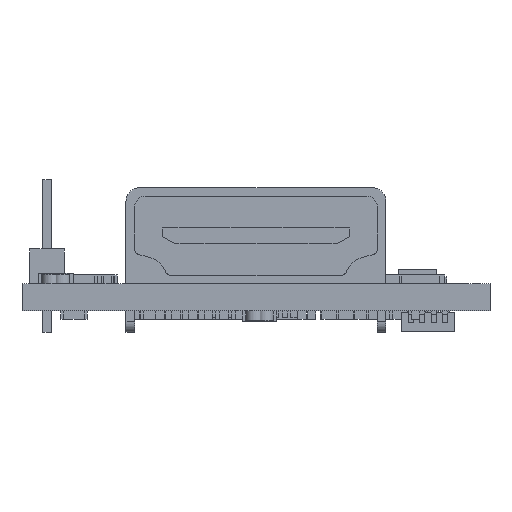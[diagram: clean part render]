
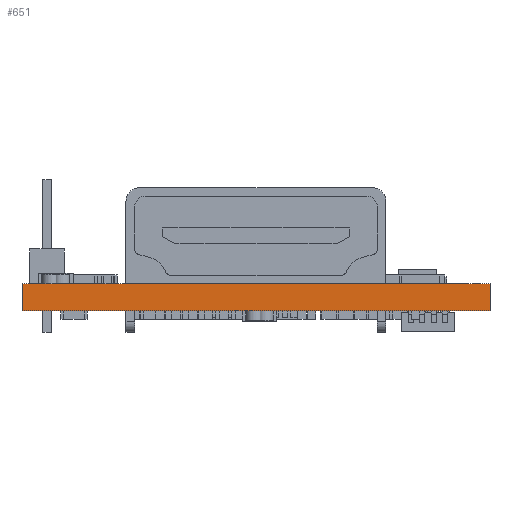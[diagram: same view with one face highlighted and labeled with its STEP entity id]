
A CAD part, front view. The second image highlights one B-rep face of the part: STEP entity #651.
In plain terms, the highlighted planar face has unit normal (0, -1, 0).
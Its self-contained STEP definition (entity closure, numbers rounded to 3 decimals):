
#388 = EDGE_CURVE('',#389,#391,#393,.T.);
#389 = VERTEX_POINT('',#390);
#390 = CARTESIAN_POINT('',(149.,-13.2,0.));
#391 = VERTEX_POINT('',#392);
#392 = CARTESIAN_POINT('',(149.,-13.2,1.568));
#393 = SURFACE_CURVE('',#394,(#398,#410),.PCURVE_S1.);
#394 = LINE('',#395,#396);
#395 = CARTESIAN_POINT('',(149.,-13.2,0.));
#396 = VECTOR('',#397,1.);
#397 = DIRECTION('',(0.,0.,1.));
#398 = PCURVE('',#399,#404);
#399 = PLANE('',#400);
#400 = AXIS2_PLACEMENT_3D('',#401,#402,#403);
#401 = CARTESIAN_POINT('',(149.,-13.2,0.));
#402 = DIRECTION('',(-1.,0.,0.));
#403 = DIRECTION('',(0.,1.,0.));
#404 = DEFINITIONAL_REPRESENTATION('',(#405),#409);
#405 = LINE('',#406,#407);
#406 = CARTESIAN_POINT('',(0.,0.));
#407 = VECTOR('',#408,1.);
#408 = DIRECTION('',(0.,-1.));
#409 = ( GEOMETRIC_REPRESENTATION_CONTEXT(2) 
PARAMETRIC_REPRESENTATION_CONTEXT() REPRESENTATION_CONTEXT('2D SPACE',''
  ) );
#410 = PCURVE('',#411,#416);
#411 = PLANE('',#412);
#412 = AXIS2_PLACEMENT_3D('',#413,#414,#415);
#413 = CARTESIAN_POINT('',(122.,-13.2,0.));
#414 = DIRECTION('',(0.,1.,0.));
#415 = DIRECTION('',(1.,0.,0.));
#416 = DEFINITIONAL_REPRESENTATION('',(#417),#421);
#417 = LINE('',#418,#419);
#418 = CARTESIAN_POINT('',(27.,0.));
#419 = VECTOR('',#420,1.);
#420 = DIRECTION('',(0.,-1.));
#421 = ( GEOMETRIC_REPRESENTATION_CONTEXT(2) 
PARAMETRIC_REPRESENTATION_CONTEXT() REPRESENTATION_CONTEXT('2D SPACE',''
  ) );
#439 = PLANE('',#440);
#440 = AXIS2_PLACEMENT_3D('',#441,#442,#443);
#441 = CARTESIAN_POINT('',(149.,-13.2,1.568));
#442 = DIRECTION('',(0.,0.,-1.));
#443 = DIRECTION('',(-1.,0.,0.));
#493 = PLANE('',#494);
#494 = AXIS2_PLACEMENT_3D('',#495,#496,#497);
#495 = CARTESIAN_POINT('',(149.,-13.2,0.));
#496 = DIRECTION('',(0.,0.,-1.));
#497 = DIRECTION('',(-1.,0.,0.));
#548 = PLANE('',#549);
#549 = AXIS2_PLACEMENT_3D('',#550,#551,#552);
#550 = CARTESIAN_POINT('',(122.,28.8,0.));
#551 = DIRECTION('',(1.,0.,0.));
#552 = DIRECTION('',(0.,-1.,0.));
#586 = VERTEX_POINT('',#587);
#587 = CARTESIAN_POINT('',(122.,-13.2,1.568));
#608 = EDGE_CURVE('',#609,#586,#611,.T.);
#609 = VERTEX_POINT('',#610);
#610 = CARTESIAN_POINT('',(122.,-13.2,0.));
#611 = SURFACE_CURVE('',#612,(#616,#623),.PCURVE_S1.);
#612 = LINE('',#613,#614);
#613 = CARTESIAN_POINT('',(122.,-13.2,0.));
#614 = VECTOR('',#615,1.);
#615 = DIRECTION('',(0.,0.,1.));
#616 = PCURVE('',#548,#617);
#617 = DEFINITIONAL_REPRESENTATION('',(#618),#622);
#618 = LINE('',#619,#620);
#619 = CARTESIAN_POINT('',(42.,0.));
#620 = VECTOR('',#621,1.);
#621 = DIRECTION('',(0.,-1.));
#622 = ( GEOMETRIC_REPRESENTATION_CONTEXT(2) 
PARAMETRIC_REPRESENTATION_CONTEXT() REPRESENTATION_CONTEXT('2D SPACE',''
  ) );
#623 = PCURVE('',#411,#624);
#624 = DEFINITIONAL_REPRESENTATION('',(#625),#629);
#625 = LINE('',#626,#627);
#626 = CARTESIAN_POINT('',(0.,0.));
#627 = VECTOR('',#628,1.);
#628 = DIRECTION('',(0.,-1.));
#629 = ( GEOMETRIC_REPRESENTATION_CONTEXT(2) 
PARAMETRIC_REPRESENTATION_CONTEXT() REPRESENTATION_CONTEXT('2D SPACE',''
  ) );
#651 = ADVANCED_FACE('',(#652),#411,.F.);
#652 = FACE_BOUND('',#653,.F.);
#653 = EDGE_LOOP('',(#654,#655,#676,#677));
#654 = ORIENTED_EDGE('',*,*,#608,.T.);
#655 = ORIENTED_EDGE('',*,*,#656,.T.);
#656 = EDGE_CURVE('',#586,#391,#657,.T.);
#657 = SURFACE_CURVE('',#658,(#662,#669),.PCURVE_S1.);
#658 = LINE('',#659,#660);
#659 = CARTESIAN_POINT('',(122.,-13.2,1.568));
#660 = VECTOR('',#661,1.);
#661 = DIRECTION('',(1.,0.,0.));
#662 = PCURVE('',#411,#663);
#663 = DEFINITIONAL_REPRESENTATION('',(#664),#668);
#664 = LINE('',#665,#666);
#665 = CARTESIAN_POINT('',(0.,-1.568));
#666 = VECTOR('',#667,1.);
#667 = DIRECTION('',(1.,0.));
#668 = ( GEOMETRIC_REPRESENTATION_CONTEXT(2) 
PARAMETRIC_REPRESENTATION_CONTEXT() REPRESENTATION_CONTEXT('2D SPACE',''
  ) );
#669 = PCURVE('',#439,#670);
#670 = DEFINITIONAL_REPRESENTATION('',(#671),#675);
#671 = LINE('',#672,#673);
#672 = CARTESIAN_POINT('',(27.,0.));
#673 = VECTOR('',#674,1.);
#674 = DIRECTION('',(-1.,0.));
#675 = ( GEOMETRIC_REPRESENTATION_CONTEXT(2) 
PARAMETRIC_REPRESENTATION_CONTEXT() REPRESENTATION_CONTEXT('2D SPACE',''
  ) );
#676 = ORIENTED_EDGE('',*,*,#388,.F.);
#677 = ORIENTED_EDGE('',*,*,#678,.F.);
#678 = EDGE_CURVE('',#609,#389,#679,.T.);
#679 = SURFACE_CURVE('',#680,(#684,#691),.PCURVE_S1.);
#680 = LINE('',#681,#682);
#681 = CARTESIAN_POINT('',(122.,-13.2,0.));
#682 = VECTOR('',#683,1.);
#683 = DIRECTION('',(1.,0.,0.));
#684 = PCURVE('',#411,#685);
#685 = DEFINITIONAL_REPRESENTATION('',(#686),#690);
#686 = LINE('',#687,#688);
#687 = CARTESIAN_POINT('',(0.,0.));
#688 = VECTOR('',#689,1.);
#689 = DIRECTION('',(1.,0.));
#690 = ( GEOMETRIC_REPRESENTATION_CONTEXT(2) 
PARAMETRIC_REPRESENTATION_CONTEXT() REPRESENTATION_CONTEXT('2D SPACE',''
  ) );
#691 = PCURVE('',#493,#692);
#692 = DEFINITIONAL_REPRESENTATION('',(#693),#697);
#693 = LINE('',#694,#695);
#694 = CARTESIAN_POINT('',(27.,0.));
#695 = VECTOR('',#696,1.);
#696 = DIRECTION('',(-1.,0.));
#697 = ( GEOMETRIC_REPRESENTATION_CONTEXT(2) 
PARAMETRIC_REPRESENTATION_CONTEXT() REPRESENTATION_CONTEXT('2D SPACE',''
  ) );
